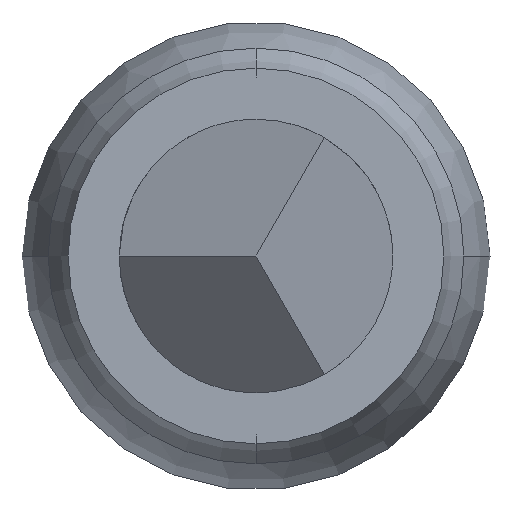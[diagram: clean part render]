
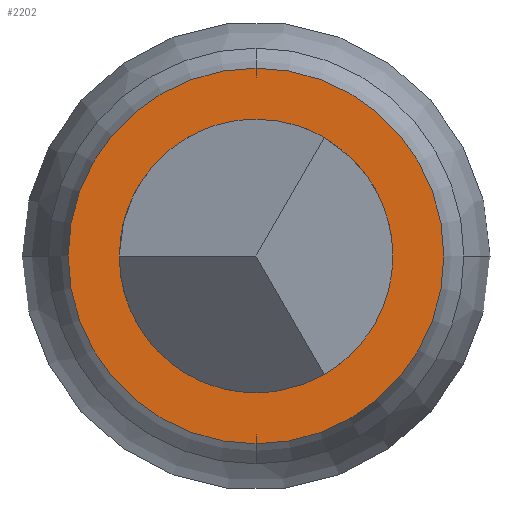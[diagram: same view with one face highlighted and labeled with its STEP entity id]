
A CAD part, front view. The second image highlights one B-rep face of the part: STEP entity #2202.
In plain terms, the highlighted planar face has unit normal (0, -1, 0).
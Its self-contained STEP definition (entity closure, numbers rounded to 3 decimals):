
#50 = VERTEX_POINT ( 'NONE', #156 ) ;
#85 = AXIS2_PLACEMENT_3D ( 'NONE', #2876, #2378, #1893 ) ;
#151 = DIRECTION ( 'NONE',  ( 0., 0., 1. ) ) ;
#156 = CARTESIAN_POINT ( 'NONE',  ( 0., -16.9, -0.25 ) ) ;
#175 = DIRECTION ( 'NONE',  ( 0., 0., 1. ) ) ;
#473 = VERTEX_POINT ( 'NONE', #2071 ) ;
#475 = CIRCLE ( 'NONE', #2961, 0.25 ) ;
#501 = CARTESIAN_POINT ( 'NONE',  ( 0., -16.9, 0.343 ) ) ;
#533 = EDGE_CURVE ( 'Defeature ausgef�hrt1_3+Defeature ausgef�hrt1_13+Defeature ausgef�hrt1_13+Defeature ausgef�hrt1_13', #473, #50, #475, .T. ) ;
#572 = EDGE_CURVE ( 'Defeature ausgef�hrt1_3+Defeature ausgef�hrt1_13+Defeature ausgef�hrt1_13+Defeature ausgef�hrt1_13', #50, #473, #1273, .T. ) ;
#779 = DIRECTION ( 'NONE',  ( 0., 0., -1. ) ) ;
#1018 = AXIS2_PLACEMENT_3D ( 'NONE', #2463, #2244, #1480 ) ;
#1097 = EDGE_LOOP ( 'NONE', ( #1200, #2264 ) ) ;
#1200 = ORIENTED_EDGE ( 'NONE', *, *, #1334, .F. ) ;
#1222 = CIRCLE ( 'NONE', #2511, 0.343 ) ;
#1265 = CARTESIAN_POINT ( 'NONE',  ( 0., -16.9, 0. ) ) ;
#1273 = CIRCLE ( 'NONE', #85, 0.25 ) ;
#1296 = FACE_BOUND ( 'NONE', #2245, .T. ) ;
#1334 = EDGE_CURVE ( 'Defeature ausgef�hrt1_2+Defeature ausgef�hrt1_3+Defeature ausgef�hrt1_3+Defeature ausgef�hrt1_3', #1866, #2574, #1222, .T. ) ;
#1395 = PLANE ( 'NONE',  #1528 ) ;
#1480 = DIRECTION ( 'NONE',  ( 0., 0., -1. ) ) ;
#1514 = DIRECTION ( 'NONE',  ( 0., 1., 0. ) ) ;
#1528 = AXIS2_PLACEMENT_3D ( 'NONE', #1654, #1640, #175 ) ;
#1568 = ORIENTED_EDGE ( 'NONE', *, *, #533, .T. ) ;
#1640 = DIRECTION ( 'NONE',  ( 0., 1., 0. ) ) ;
#1654 = CARTESIAN_POINT ( 'NONE',  ( 0.38, -16.9, 0. ) ) ;
#1692 = ORIENTED_EDGE ( 'NONE', *, *, #572, .T. ) ;
#1848 = DIRECTION ( 'NONE',  ( 0., 1., 0. ) ) ;
#1866 = VERTEX_POINT ( 'NONE', #501 ) ;
#1872 = CARTESIAN_POINT ( 'NONE',  ( 0., -16.9, -0.343 ) ) ;
#1893 = DIRECTION ( 'NONE',  ( 0., 0., 1. ) ) ;
#2071 = CARTESIAN_POINT ( 'NONE',  ( 0., -16.9, 0.25 ) ) ;
#2202 = ADVANCED_FACE ( 'Defeature ausgef�hrt1_3', ( #1296, #2844 ), #1395, .F. ) ;
#2244 = DIRECTION ( 'NONE',  ( 0., 1., 0. ) ) ;
#2245 = EDGE_LOOP ( 'NONE', ( #1692, #1568 ) ) ;
#2264 = ORIENTED_EDGE ( 'NONE', *, *, #2724, .F. ) ;
#2378 = DIRECTION ( 'NONE',  ( 0., 1., 0. ) ) ;
#2463 = CARTESIAN_POINT ( 'NONE',  ( 0., -16.9, 0. ) ) ;
#2511 = AXIS2_PLACEMENT_3D ( 'NONE', #1265, #1514, #779 ) ;
#2574 = VERTEX_POINT ( 'NONE', #1872 ) ;
#2724 = EDGE_CURVE ( 'Defeature ausgef�hrt1_2+Defeature ausgef�hrt1_3+Defeature ausgef�hrt1_3+Defeature ausgef�hrt1_3', #2574, #1866, #2924, .T. ) ;
#2844 = FACE_OUTER_BOUND ( 'NONE', #1097, .T. ) ;
#2876 = CARTESIAN_POINT ( 'NONE',  ( 0., -16.9, 0. ) ) ;
#2924 = CIRCLE ( 'NONE', #1018, 0.343 ) ;
#2961 = AXIS2_PLACEMENT_3D ( 'NONE', #3083, #1848, #151 ) ;
#3083 = CARTESIAN_POINT ( 'NONE',  ( 0., -16.9, 0. ) ) ;
